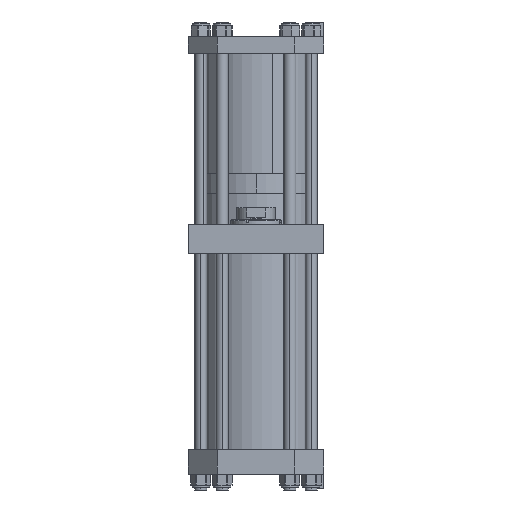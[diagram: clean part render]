
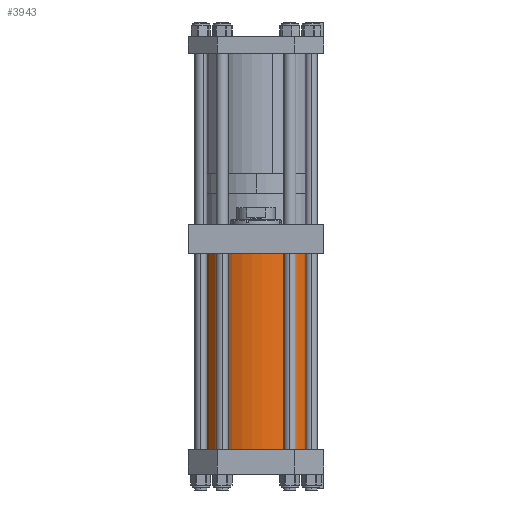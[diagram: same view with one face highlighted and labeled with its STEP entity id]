
A CAD part, left-side view. The second image highlights one B-rep face of the part: STEP entity #3943.
In plain terms, the highlighted cylindrical face has radius 152.4 mm (diameter 304.8 mm), a partial arc.
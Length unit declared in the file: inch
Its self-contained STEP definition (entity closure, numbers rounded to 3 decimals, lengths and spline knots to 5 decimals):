
#1578 = ORIENTED_EDGE ( 'NONE', *, *, #5092, .F. ) ;
#1904 = CIRCLE ( 'NONE', #4628, 6. ) ;
#2266 = DIRECTION ( 'NONE',  ( 0., 0., -1. ) ) ;
#2460 = EDGE_CURVE ( 'NONE', #14090, #12492, #1904, .T. ) ;
#2550 = VECTOR ( 'NONE', #2266, 39.37008 ) ;
#3228 = LINE ( 'NONE', #15753, #2550 ) ;
#3494 = ORIENTED_EDGE ( 'NONE', *, *, #2460, .F. ) ;
#3943 = ADVANCED_FACE ( 'NONE', ( #15666 ), #5367, .T. ) ;
#4403 = CARTESIAN_POINT ( 'NONE',  ( 0., 0., 20.188 ) ) ;
#4628 = AXIS2_PLACEMENT_3D ( 'NONE', #15669, #17158, #13126 ) ;
#5092 = EDGE_CURVE ( 'NONE', #12492, #13913, #3228, .T. ) ;
#5367 = CYLINDRICAL_SURFACE ( 'NONE', #9674, 6. ) ;
#5585 = CARTESIAN_POINT ( 'NONE',  ( 6., 0., 20.188 ) ) ;
#5686 = AXIS2_PLACEMENT_3D ( 'NONE', #17391, #17260, #8385 ) ;
#5696 = CIRCLE ( 'NONE', #5686, 6. ) ;
#5925 = EDGE_CURVE ( 'NONE', #14090, #10885, #14002, .T. ) ;
#7952 = CARTESIAN_POINT ( 'NONE',  ( 6., 0., 0. ) ) ;
#8385 = DIRECTION ( 'NONE',  ( 1., 0., 0. ) ) ;
#9036 = VECTOR ( 'NONE', #10660, 39.37008 ) ;
#9674 = AXIS2_PLACEMENT_3D ( 'NONE', #4403, #14945, #19288 ) ;
#10221 = CARTESIAN_POINT ( 'NONE',  ( -6., 0., 20.188 ) ) ;
#10660 = DIRECTION ( 'NONE',  ( 0., 0., -1. ) ) ;
#10885 = VERTEX_POINT ( 'NONE', #7952 ) ;
#11530 = EDGE_LOOP ( 'NONE', ( #3494, #12631, #19222, #1578 ) ) ;
#12071 = CARTESIAN_POINT ( 'NONE',  ( -6., 0., 0. ) ) ;
#12492 = VERTEX_POINT ( 'NONE', #10221 ) ;
#12631 = ORIENTED_EDGE ( 'NONE', *, *, #5925, .T. ) ;
#13126 = DIRECTION ( 'NONE',  ( 1., 0., 0. ) ) ;
#13913 = VERTEX_POINT ( 'NONE', #12071 ) ;
#14002 = LINE ( 'NONE', #18092, #9036 ) ;
#14090 = VERTEX_POINT ( 'NONE', #5585 ) ;
#14945 = DIRECTION ( 'NONE',  ( 0., 0., -1. ) ) ;
#15666 = FACE_OUTER_BOUND ( 'NONE', #11530, .T. ) ;
#15669 = CARTESIAN_POINT ( 'NONE',  ( 0., 0., 20.188 ) ) ;
#15753 = CARTESIAN_POINT ( 'NONE',  ( -6., 0., 20.188 ) ) ;
#16800 = EDGE_CURVE ( 'NONE', #10885, #13913, #5696, .T. ) ;
#17158 = DIRECTION ( 'NONE',  ( 0., 0., 1. ) ) ;
#17260 = DIRECTION ( 'NONE',  ( 0., 0., 1. ) ) ;
#17391 = CARTESIAN_POINT ( 'NONE',  ( 0., 0., 0. ) ) ;
#18092 = CARTESIAN_POINT ( 'NONE',  ( 6., 0., 20.188 ) ) ;
#19222 = ORIENTED_EDGE ( 'NONE', *, *, #16800, .T. ) ;
#19288 = DIRECTION ( 'NONE',  ( -1., 0., 0. ) ) ;
